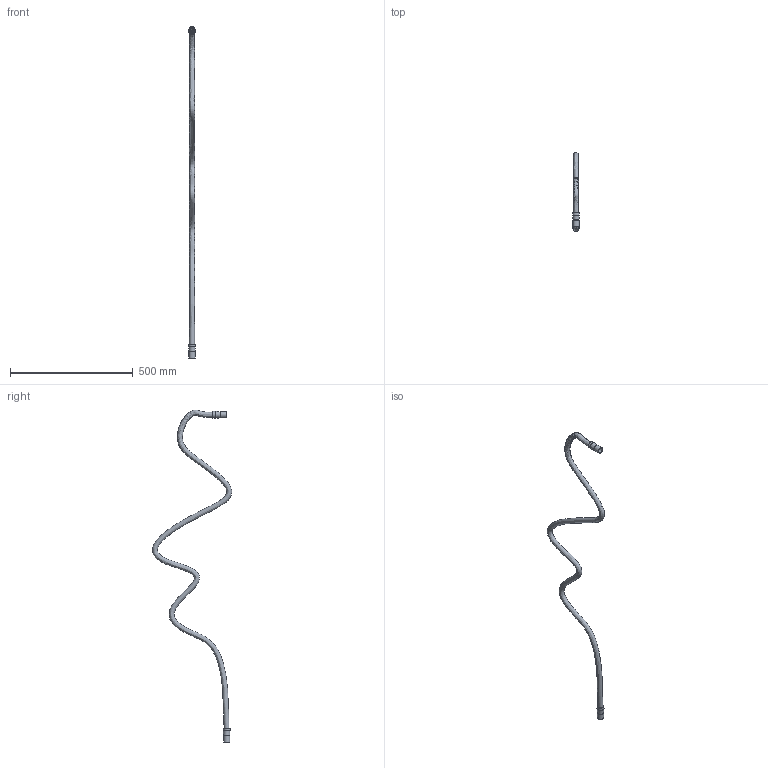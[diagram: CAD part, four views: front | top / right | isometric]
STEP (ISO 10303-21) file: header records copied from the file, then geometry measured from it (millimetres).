
FILE_DESCRIPTION(/* description */ (''),/* implementation_level */ '2;1');
FILE_NAME(/* name */ 'Heated tube.stp',/* time_stamp */ '2020-08-22T12:57:38-04:00',/* author */ ('ignac'),/* organization */ (''),/* preprocessor_version */ 'ST-DEVELOPER v18',/* originating_system */ 'Autodesk Inventor 2020',/* authorisation */ '');
FILE_SCHEMA (('AUTOMOTIVE_DESIGN { 1 0 10303 214 3 1 1 }'));
Length unit declared in the file: millimetre
Products named in the file (1): Heated tube
Bounding box: 29 x 322.33 x 1351.94 mm (x, y, z)
Volume: 197445.3 mm3; surface area: 246605.2 mm2
Topology: 1 solids, 1 shells, 26 faces, 72 edges, 53 vertices
Faces by surface type: cylinder 10, plane 10, cone 4, bspline 2
Full cylindrical faces by diameter (mm): 18 x2, 22 x2, 25.5 x2, 27.5 x2, 29 x2
Entity records: 4670 total; most frequent: CARTESIAN_POINT 3910, DIRECTION 156, ORIENTED_EDGE 144, EDGE_CURVE 72, AXIS2_PLACEMENT_3D 70, VERTEX_POINT 53, CIRCLE 45, EDGE_LOOP 34
